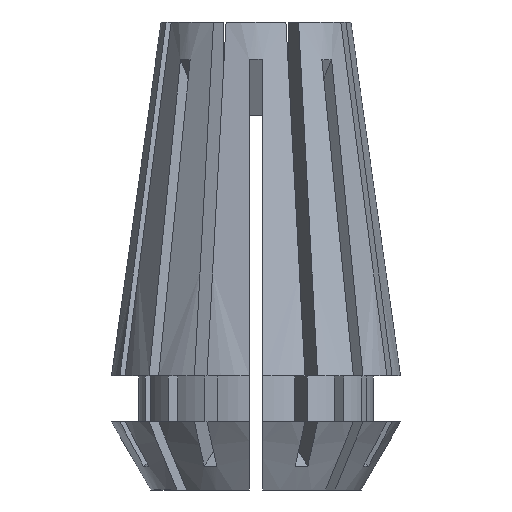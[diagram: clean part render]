
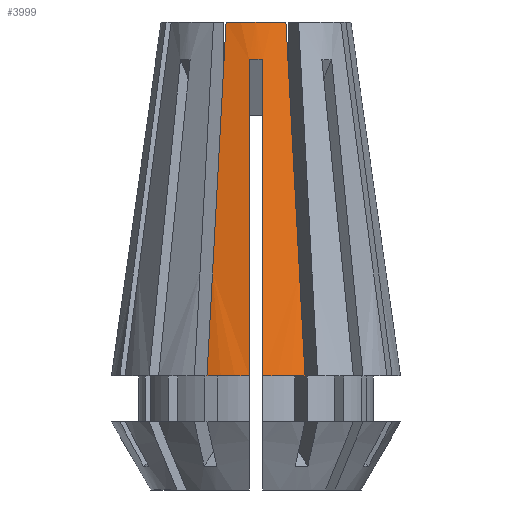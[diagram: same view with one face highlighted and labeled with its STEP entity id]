
A CAD part, left-side view. The second image highlights one B-rep face of the part: STEP entity #3999.
In plain terms, the highlighted conical face has half-angle 8 degrees and reference radius 5.577 mm.
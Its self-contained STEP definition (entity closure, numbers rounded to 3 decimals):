
#1692 = EDGE_CURVE('',#1693,#1695,#1697,.T.);
#1693 = VERTEX_POINT('',#1694);
#1694 = CARTESIAN_POINT('',(-5.875,0.4,15.097));
#1695 = VERTEX_POINT('',#1696);
#1696 = CARTESIAN_POINT('',(-8.491,0.4,-3.484));
#1697 = HYPERBOLA('',#1698,2.846,0.4);
#1698 = AXIS2_PLACEMENT_3D('',#1699,#1700,#1701);
#1699 = CARTESIAN_POINT('',(0.,0.4,56.999));
#1700 = DIRECTION('',(0.,1.,0.));
#1701 = DIRECTION('',(0.,0.,-1.));
#1751 = EDGE_CURVE('',#1693,#1752,#1754,.T.);
#1752 = VERTEX_POINT('',#1753);
#1753 = CARTESIAN_POINT('',(-5.875,-0.4,15.097));
#1754 = ELLIPSE('',#1755,15.56,7.546);
#1755 = AXIS2_PLACEMENT_3D('',#1756,#1757,#1758);
#1756 = CARTESIAN_POINT('',(1.894,0.,1.64));
#1757 = DIRECTION('',(0.866,0.,0.5));
#1758 = DIRECTION('',(0.5,0.,-0.866));
#1775 = EDGE_CURVE('',#1752,#1776,#1778,.T.);
#1776 = VERTEX_POINT('',#1777);
#1777 = CARTESIAN_POINT('',(-8.491,-0.4,-3.484));
#1778 = HYPERBOLA('',#1779,2.846,0.4);
#1779 = AXIS2_PLACEMENT_3D('',#1780,#1781,#1782);
#1780 = CARTESIAN_POINT('',(0.,-0.4,56.999));
#1781 = DIRECTION('',(0.,1.,0.));
#1782 = DIRECTION('',(0.,0.,-1.));
#2718 = VERTEX_POINT('',#2719);
#2719 = CARTESIAN_POINT('',(-5.292,-1.759,17.316));
#2725 = EDGE_CURVE('',#2726,#2718,#2728,.T.);
#2726 = VERTEX_POINT('',#2727);
#2727 = CARTESIAN_POINT('',(-7.998,-2.88,-3.484));
#2728 = HYPERBOLA('',#2729,2.846,0.4);
#2729 = AXIS2_PLACEMENT_3D('',#2730,#2731,#2732);
#2730 = CARTESIAN_POINT('',(-0.153,0.37,
    56.999));
#2731 = DIRECTION('',(0.383,-0.924,0.));
#2732 = DIRECTION('',(0.,0.,-1.));
#2764 = EDGE_CURVE('',#2718,#2765,#2767,.T.);
#2765 = VERTEX_POINT('',#2766);
#2766 = CARTESIAN_POINT('',(-5.292,1.759,17.316));
#2767 = CIRCLE('',#2768,5.577);
#2768 = AXIS2_PLACEMENT_3D('',#2769,#2770,#2771);
#2769 = CARTESIAN_POINT('',(0.,0.,17.316));
#2770 = DIRECTION('',(0.,0.,-1.));
#2771 = DIRECTION('',(1.,0.,0.));
#2808 = EDGE_CURVE('',#2809,#2765,#2811,.T.);
#2809 = VERTEX_POINT('',#2810);
#2810 = CARTESIAN_POINT('',(-7.998,2.88,-3.484));
#2811 = HYPERBOLA('',#2812,2.846,0.4);
#2812 = AXIS2_PLACEMENT_3D('',#2813,#2814,#2815);
#2813 = CARTESIAN_POINT('',(-0.153,-0.37,
    56.999));
#2814 = DIRECTION('',(-0.383,-0.924,0.));
#2815 = DIRECTION('',(0.,0.,-1.));
#3999 = ADVANCED_FACE('',(#4000),#4022,.T.);
#4000 = FACE_BOUND('',#4001,.T.);
#4001 = EDGE_LOOP('',(#4002,#4003,#4004,#4005,#4012,#4013,#4014,#4015));
#4002 = ORIENTED_EDGE('',*,*,#2725,.T.);
#4003 = ORIENTED_EDGE('',*,*,#2764,.T.);
#4004 = ORIENTED_EDGE('',*,*,#2808,.F.);
#4005 = ORIENTED_EDGE('',*,*,#4006,.F.);
#4006 = EDGE_CURVE('',#1695,#2809,#4007,.T.);
#4007 = CIRCLE('',#4008,8.5);
#4008 = AXIS2_PLACEMENT_3D('',#4009,#4010,#4011);
#4009 = CARTESIAN_POINT('',(0.,0.,-3.484));
#4010 = DIRECTION('',(0.,0.,-1.));
#4011 = DIRECTION('',(1.,0.,0.));
#4012 = ORIENTED_EDGE('',*,*,#1692,.F.);
#4013 = ORIENTED_EDGE('',*,*,#1751,.T.);
#4014 = ORIENTED_EDGE('',*,*,#1775,.T.);
#4015 = ORIENTED_EDGE('',*,*,#4016,.F.);
#4016 = EDGE_CURVE('',#2726,#1776,#4017,.T.);
#4017 = CIRCLE('',#4018,8.5);
#4018 = AXIS2_PLACEMENT_3D('',#4019,#4020,#4021);
#4019 = CARTESIAN_POINT('',(0.,0.,-3.484));
#4020 = DIRECTION('',(0.,0.,-1.));
#4021 = DIRECTION('',(1.,0.,0.));
#4022 = CONICAL_SURFACE('',#4023,5.577,0.14);
#4023 = AXIS2_PLACEMENT_3D('',#4024,#4025,#4026);
#4024 = CARTESIAN_POINT('',(0.,0.,17.316));
#4025 = DIRECTION('',(0.,0.,-1.));
#4026 = DIRECTION('',(1.,0.,0.));
